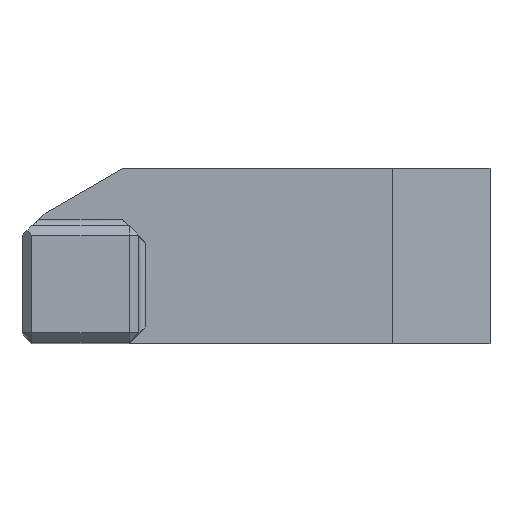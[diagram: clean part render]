
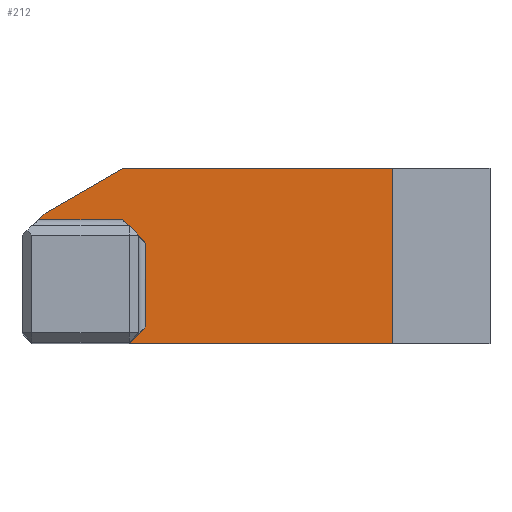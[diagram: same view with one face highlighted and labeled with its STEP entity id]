
A CAD part, top view. The second image highlights one B-rep face of the part: STEP entity #212.
In plain terms, the highlighted planar face has unit normal (0, 0, 1).
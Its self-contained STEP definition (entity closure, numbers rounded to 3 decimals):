
#39=PLANE('',#667);
#100=LINE('',#944,#163);
#101=LINE('',#947,#164);
#102=LINE('',#949,#165);
#103=LINE('',#951,#166);
#104=LINE('',#953,#167);
#105=LINE('',#955,#168);
#106=LINE('',#957,#169);
#107=LINE('',#959,#170);
#108=LINE('',#961,#171);
#163=VECTOR('',#753,1.);
#164=VECTOR('',#754,1.);
#165=VECTOR('',#755,1.);
#166=VECTOR('',#756,1.);
#167=VECTOR('',#757,1.);
#168=VECTOR('',#758,1.);
#169=VECTOR('',#759,1.);
#170=VECTOR('',#760,1.);
#171=VECTOR('',#761,1.);
#212=ADVANCED_FACE('',(#243),#39,.F.);
#243=FACE_OUTER_BOUND('',#276,.T.);
#276=EDGE_LOOP('',(#346,#347,#348,#349,#350,#351,#352,#353,#354));
#346=ORIENTED_EDGE('',*,*,#558,.T.);
#347=ORIENTED_EDGE('',*,*,#559,.T.);
#348=ORIENTED_EDGE('',*,*,#560,.T.);
#349=ORIENTED_EDGE('',*,*,#561,.T.);
#350=ORIENTED_EDGE('',*,*,#562,.T.);
#351=ORIENTED_EDGE('',*,*,#563,.F.);
#352=ORIENTED_EDGE('',*,*,#564,.F.);
#353=ORIENTED_EDGE('',*,*,#565,.F.);
#354=ORIENTED_EDGE('',*,*,#566,.T.);
#500=VERTEX_POINT('',#945);
#501=VERTEX_POINT('',#946);
#502=VERTEX_POINT('',#948);
#503=VERTEX_POINT('',#950);
#504=VERTEX_POINT('',#952);
#505=VERTEX_POINT('',#954);
#506=VERTEX_POINT('',#956);
#507=VERTEX_POINT('',#958);
#508=VERTEX_POINT('',#960);
#558=EDGE_CURVE('',#500,#501,#100,.T.);
#559=EDGE_CURVE('',#501,#502,#101,.T.);
#560=EDGE_CURVE('',#502,#503,#102,.T.);
#561=EDGE_CURVE('',#503,#504,#103,.T.);
#562=EDGE_CURVE('',#504,#505,#104,.T.);
#563=EDGE_CURVE('',#506,#505,#105,.T.);
#564=EDGE_CURVE('',#507,#506,#106,.T.);
#565=EDGE_CURVE('',#508,#507,#107,.T.);
#566=EDGE_CURVE('',#508,#500,#108,.T.);
#667=AXIS2_PLACEMENT_3D('',#962,#762,#763);
#753=DIRECTION('',(0.707,-0.707,0.));
#754=DIRECTION('',(0.,-1.,0.));
#755=DIRECTION('',(-0.707,-0.707,0.));
#756=DIRECTION('',(1.,0.,0.));
#757=DIRECTION('',(0.,1.,0.));
#758=DIRECTION('',(1.,0.,0.));
#759=DIRECTION('',(0.866,0.5,0.));
#760=DIRECTION('',(0.707,0.707,0.));
#761=DIRECTION('',(1.,0.,0.));
#762=DIRECTION('',(0.,0.,-1.));
#763=DIRECTION('',(0.,1.,0.));
#944=CARTESIAN_POINT('',(5.5,17.5,-70.));
#945=CARTESIAN_POINT('',(10.3,12.7,-70.));
#946=CARTESIAN_POINT('',(12.7,10.3,-70.));
#947=CARTESIAN_POINT('',(12.7,1.,-70.));
#948=CARTESIAN_POINT('',(12.7,1.7,-70.));
#949=CARTESIAN_POINT('',(11.5,0.5,-70.));
#950=CARTESIAN_POINT('',(11.,0.,-70.));
#951=CARTESIAN_POINT('',(38.,0.,-70.));
#952=CARTESIAN_POINT('',(38.,0.,-70.));
#953=CARTESIAN_POINT('',(38.,-98.899,-70.));
#954=CARTESIAN_POINT('',(38.,18.,-70.));
#955=CARTESIAN_POINT('',(0.,18.,-70.));
#956=CARTESIAN_POINT('',(10.392,18.,-70.));
#957=CARTESIAN_POINT('',(0.,12.,-70.));
#958=CARTESIAN_POINT('',(2.366,13.366,-70.));
#959=CARTESIAN_POINT('',(0.5,11.5,-70.));
#960=CARTESIAN_POINT('',(1.7,12.7,-70.));
#961=CARTESIAN_POINT('',(11.,12.7,-70.));
#962=CARTESIAN_POINT('',(0.,12.,-70.));
